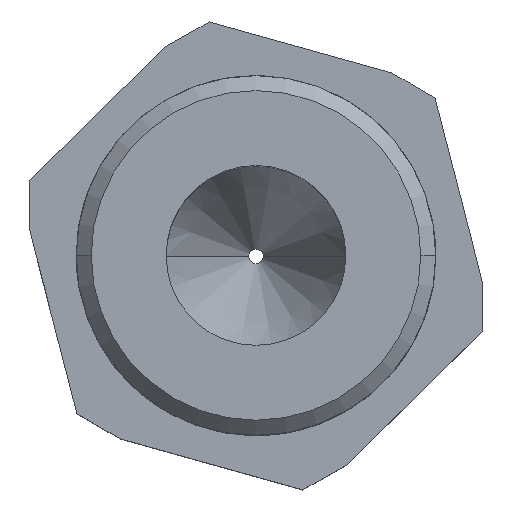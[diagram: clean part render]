
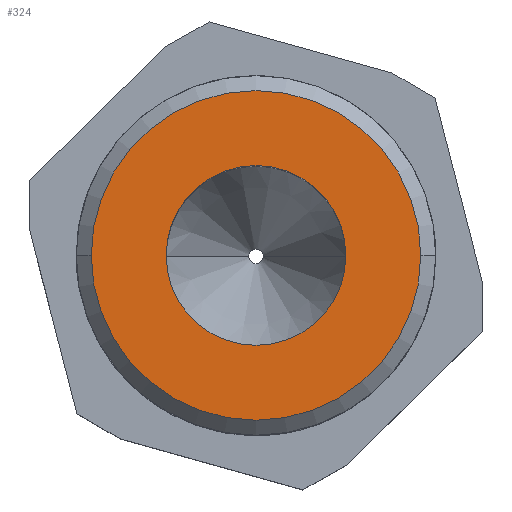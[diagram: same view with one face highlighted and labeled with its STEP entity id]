
A CAD part, top view. The second image highlights one B-rep face of the part: STEP entity #324.
In plain terms, the highlighted planar face has unit normal (0, 0, 1).
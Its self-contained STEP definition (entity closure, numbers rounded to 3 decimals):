
#15 = DIRECTION ( 'NONE',  ( 1., 0., 0. ) ) ;
#114 = EDGE_LOOP ( 'NONE', ( #1689, #629 ) ) ;
#118 = FACE_OUTER_BOUND ( 'NONE', #114, .T. ) ;
#209 = DIRECTION ( 'NONE',  ( 0., 0., 1. ) ) ;
#222 = CARTESIAN_POINT ( 'NONE',  ( 0., 0., 7.75 ) ) ;
#232 = CIRCLE ( 'NONE', #780, 3. ) ;
#244 = EDGE_CURVE ( 'NONE', #796, #2138, #2312, .T. ) ;
#303 = ORIENTED_EDGE ( 'NONE', *, *, #847, .F. ) ;
#324 = ADVANCED_FACE ( 'NONE', ( #118, #1178 ), #332, .T. ) ;
#332 = PLANE ( 'NONE',  #1202 ) ;
#394 = DIRECTION ( 'NONE',  ( 1., 0., 0. ) ) ;
#504 = ORIENTED_EDGE ( 'NONE', *, *, #244, .F. ) ;
#562 = DIRECTION ( 'NONE',  ( 0., 0., 1. ) ) ;
#568 = CARTESIAN_POINT ( 'NONE',  ( -5.5, 0., 7.75 ) ) ;
#629 = ORIENTED_EDGE ( 'NONE', *, *, #2574, .T. ) ;
#715 = CARTESIAN_POINT ( 'NONE',  ( -3., 0., 7.75 ) ) ;
#745 = DIRECTION ( 'NONE',  ( 1., 0., 0. ) ) ;
#770 = VERTEX_POINT ( 'NONE', #568 ) ;
#780 = AXIS2_PLACEMENT_3D ( 'NONE', #222, #209, #15 ) ;
#784 = AXIS2_PLACEMENT_3D ( 'NONE', #2500, #1261, #1877 ) ;
#796 = VERTEX_POINT ( 'NONE', #2599 ) ;
#847 = EDGE_CURVE ( 'NONE', #2138, #796, #232, .T. ) ;
#982 = DIRECTION ( 'NONE',  ( 0., 0., 1. ) ) ;
#1041 = CIRCLE ( 'NONE', #2523, 5.5 ) ;
#1110 = VERTEX_POINT ( 'NONE', #2281 ) ;
#1178 = FACE_BOUND ( 'NONE', #1949, .T. ) ;
#1202 = AXIS2_PLACEMENT_3D ( 'NONE', #2339, #982, #1797 ) ;
#1261 = DIRECTION ( 'NONE',  ( 0., 0., 1. ) ) ;
#1394 = CARTESIAN_POINT ( 'NONE',  ( 0., 0., 7.75 ) ) ;
#1422 = AXIS2_PLACEMENT_3D ( 'NONE', #2139, #562, #745 ) ;
#1641 = CIRCLE ( 'NONE', #784, 5.5 ) ;
#1689 = ORIENTED_EDGE ( 'NONE', *, *, #2085, .T. ) ;
#1797 = DIRECTION ( 'NONE',  ( 1., 0., 0. ) ) ;
#1877 = DIRECTION ( 'NONE',  ( 1., 0., 0. ) ) ;
#1949 = EDGE_LOOP ( 'NONE', ( #504, #303 ) ) ;
#2085 = EDGE_CURVE ( 'NONE', #770, #1110, #1641, .T. ) ;
#2138 = VERTEX_POINT ( 'NONE', #715 ) ;
#2139 = CARTESIAN_POINT ( 'NONE',  ( 0., 0., 7.75 ) ) ;
#2281 = CARTESIAN_POINT ( 'NONE',  ( 5.5, 0., 7.75 ) ) ;
#2312 = CIRCLE ( 'NONE', #1422, 3. ) ;
#2339 = CARTESIAN_POINT ( 'NONE',  ( 0., -3., 7.75 ) ) ;
#2500 = CARTESIAN_POINT ( 'NONE',  ( 0., 0., 7.75 ) ) ;
#2523 = AXIS2_PLACEMENT_3D ( 'NONE', #1394, #2616, #394 ) ;
#2574 = EDGE_CURVE ( 'NONE', #1110, #770, #1041, .T. ) ;
#2599 = CARTESIAN_POINT ( 'NONE',  ( 3., 0., 7.75 ) ) ;
#2616 = DIRECTION ( 'NONE',  ( 0., 0., 1. ) ) ;
